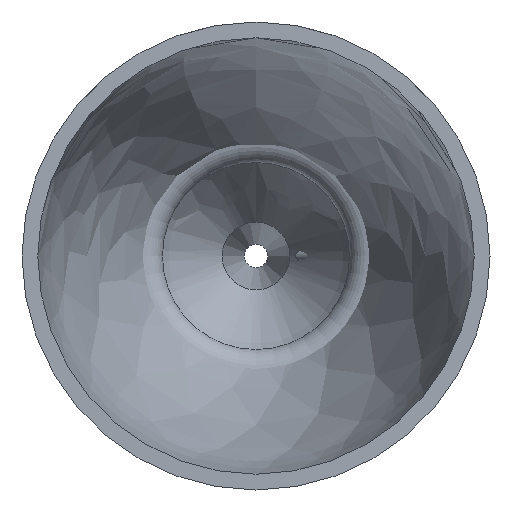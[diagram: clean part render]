
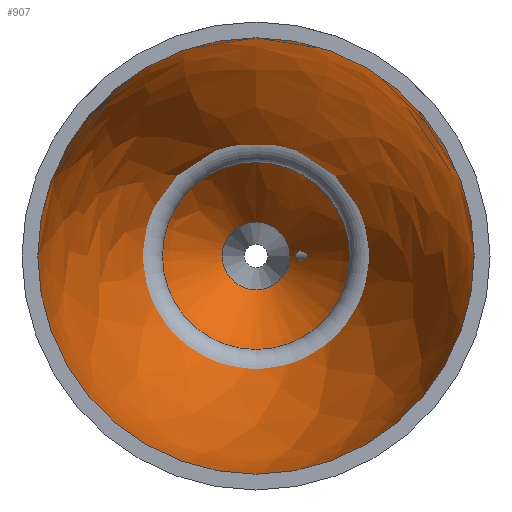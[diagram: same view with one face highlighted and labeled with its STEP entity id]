
A CAD part, front view. The second image highlights one B-rep face of the part: STEP entity #907.
In plain terms, the highlighted free-form (B-spline) face has degree [2, 2] with [3, 9] control points.
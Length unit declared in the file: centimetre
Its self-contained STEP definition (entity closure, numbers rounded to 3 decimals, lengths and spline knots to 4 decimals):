
#253=FACE_OUTER_BOUND('',#317,.T.);
#317=EDGE_LOOP('',(#683,#684,#685,#686,#687,#688));
#390=CIRCLE('',#1126,9.324);
#391=CIRCLE('',#1127,9.324);
#392=CIRCLE('',#1128,42.2162);
#393=CIRCLE('',#1129,1.4527);
#394=CIRCLE('',#1130,1.4527);
#464=VERTEX_POINT('',#1750);
#465=VERTEX_POINT('',#1752);
#466=VERTEX_POINT('',#1782);
#467=VERTEX_POINT('',#1784);
#548=EDGE_CURVE('',#465,#464,#390,.T.);
#549=EDGE_CURVE('',#464,#465,#391,.T.);
#550=EDGE_CURVE('',#465,#466,#392,.T.);
#551=EDGE_CURVE('',#467,#466,#393,.T.);
#552=EDGE_CURVE('',#466,#467,#394,.T.);
#683=ORIENTED_EDGE('',*,*,#549,.T.);
#684=ORIENTED_EDGE('',*,*,#550,.T.);
#685=ORIENTED_EDGE('',*,*,#551,.F.);
#686=ORIENTED_EDGE('',*,*,#552,.F.);
#687=ORIENTED_EDGE('',*,*,#550,.F.);
#688=ORIENTED_EDGE('',*,*,#548,.T.);
#896=(
BOUNDED_SURFACE()
B_SPLINE_SURFACE(2,2,((#1755,#1756,#1757,#1758,#1759,#1760,#1761,#1762,
#1763),(#1764,#1765,#1766,#1767,#1768,#1769,#1770,#1771,#1772),(#1773,#1774,
#1775,#1776,#1777,#1778,#1779,#1780,#1781)),.UNSPECIFIED.,.F.,.T.,.F.)
B_SPLINE_SURFACE_WITH_KNOTS((3,3),(3,2,2,2,3),(-0.6207,-0.0124),
(-3.1416,-1.5708,0.,1.5708,3.1416),
 .UNSPECIFIED.)
GEOMETRIC_REPRESENTATION_ITEM()
RATIONAL_B_SPLINE_SURFACE(((1.,0.707,1.,0.707,1.,
0.707,1.,0.707,1.),(0.954,0.675,
0.954,0.675,0.954,0.675,
0.954,0.675,0.954),(1.,0.707,
1.,0.707,1.,0.707,1.,0.707,1.)))
REPRESENTATION_ITEM('')
SURFACE()
);
#907=ADVANCED_FACE('',(#253),#896,.T.);
#1126=AXIS2_PLACEMENT_3D('',#1753,#1313,#1314);
#1127=AXIS2_PLACEMENT_3D('',#1754,#1315,#1316);
#1128=AXIS2_PLACEMENT_3D('',#1783,#1317,#1318);
#1129=AXIS2_PLACEMENT_3D('',#1785,#1319,#1320);
#1130=AXIS2_PLACEMENT_3D('',#1786,#1321,#1322);
#1313=DIRECTION('center_axis',(0.,-1.,0.));
#1314=DIRECTION('ref_axis',(1.,0.,0.));
#1315=DIRECTION('center_axis',(0.,-1.,0.));
#1316=DIRECTION('ref_axis',(1.,0.,0.));
#1317=DIRECTION('center_axis',(-1.,0.,0.));
#1318=DIRECTION('ref_axis',(0.,0.,1.));
#1319=DIRECTION('center_axis',(0.,-1.,0.));
#1320=DIRECTION('ref_axis',(1.,0.,0.));
#1321=DIRECTION('center_axis',(0.,-1.,0.));
#1322=DIRECTION('ref_axis',(1.,0.,0.));
#1750=CARTESIAN_POINT('',(-9.324,-14.4223,0.));
#1752=CARTESIAN_POINT('',(0.,-14.4223,9.324));
#1753=CARTESIAN_POINT('Origin',(0.,-14.4223,0.));
#1754=CARTESIAN_POINT('Origin',(0.,-14.4223,0.));
#1755=CARTESIAN_POINT('Ctrl Pts',(0.,9.6087,1.4527));
#1756=CARTESIAN_POINT('Ctrl Pts',(-1.4527,9.6087,1.4527));
#1757=CARTESIAN_POINT('Ctrl Pts',(-1.4527,9.6087,0.));
#1758=CARTESIAN_POINT('Ctrl Pts',(-1.4527,9.6087,-1.4527));
#1759=CARTESIAN_POINT('Ctrl Pts',(0.,9.6087,-1.4527));
#1760=CARTESIAN_POINT('Ctrl Pts',(1.4527,9.6087,-1.4527));
#1761=CARTESIAN_POINT('Ctrl Pts',(1.4527,9.6087,0.));
#1762=CARTESIAN_POINT('Ctrl Pts',(1.4527,9.6087,1.4527));
#1763=CARTESIAN_POINT('Ctrl Pts',(0.,9.6087,1.4527));
#1764=CARTESIAN_POINT('Ctrl Pts',(0.,-1.1714,9.1601));
#1765=CARTESIAN_POINT('Ctrl Pts',(-9.1601,-1.1714,9.1601));
#1766=CARTESIAN_POINT('Ctrl Pts',(-9.1601,-1.1714,0.));
#1767=CARTESIAN_POINT('Ctrl Pts',(-9.1601,-1.1714,-9.1601));
#1768=CARTESIAN_POINT('Ctrl Pts',(0.,-1.1714,-9.1601));
#1769=CARTESIAN_POINT('Ctrl Pts',(9.1601,-1.1714,-9.1601));
#1770=CARTESIAN_POINT('Ctrl Pts',(9.1601,-1.1714,0.));
#1771=CARTESIAN_POINT('Ctrl Pts',(9.1601,-1.1714,9.1601));
#1772=CARTESIAN_POINT('Ctrl Pts',(0.,-1.1714,9.1601));
#1773=CARTESIAN_POINT('Ctrl Pts',(0.,-14.4223,9.324));
#1774=CARTESIAN_POINT('Ctrl Pts',(-9.324,-14.4223,9.324));
#1775=CARTESIAN_POINT('Ctrl Pts',(-9.324,-14.4223,0.));
#1776=CARTESIAN_POINT('Ctrl Pts',(-9.324,-14.4223,-9.324));
#1777=CARTESIAN_POINT('Ctrl Pts',(0.,-14.4223,-9.324));
#1778=CARTESIAN_POINT('Ctrl Pts',(9.324,-14.4223,-9.324));
#1779=CARTESIAN_POINT('Ctrl Pts',(9.324,-14.4223,0.));
#1780=CARTESIAN_POINT('Ctrl Pts',(9.324,-14.4223,9.324));
#1781=CARTESIAN_POINT('Ctrl Pts',(0.,-14.4223,9.324));
#1782=CARTESIAN_POINT('',(0.,9.6087,1.4527));
#1783=CARTESIAN_POINT('Origin',(0.,-14.9444,
-32.8889));
#1784=CARTESIAN_POINT('',(-1.4527,9.6087,0.));
#1785=CARTESIAN_POINT('Origin',(0.,9.6087,0.));
#1786=CARTESIAN_POINT('Origin',(0.,9.6087,0.));
